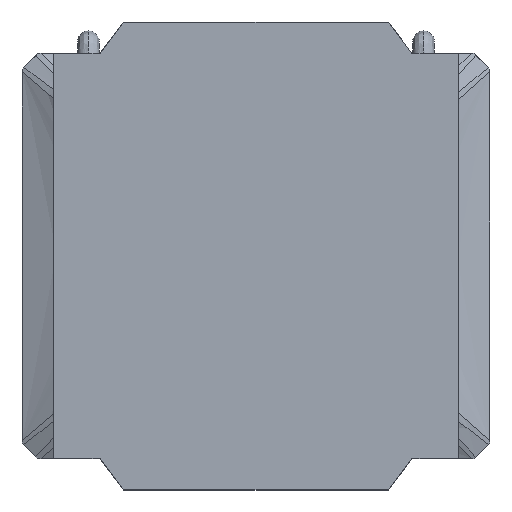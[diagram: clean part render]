
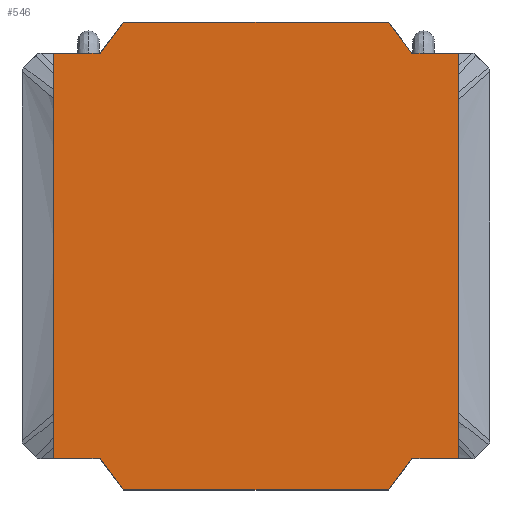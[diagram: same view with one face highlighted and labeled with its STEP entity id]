
A CAD part, top view. The second image highlights one B-rep face of the part: STEP entity #546.
In plain terms, the highlighted planar face has unit normal (0, 0, 1).
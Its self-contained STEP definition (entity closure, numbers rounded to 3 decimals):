
#546 = ADVANCED_FACE('',(#547),#645,.F.);
#547 = FACE_BOUND('',#548,.T.);
#548 = EDGE_LOOP('',(#549,#559,#567,#575,#583,#591,#599,#607,#615,#623,
    #631,#639));
#549 = ORIENTED_EDGE('',*,*,#550,.F.);
#550 = EDGE_CURVE('',#551,#553,#555,.T.);
#551 = VERTEX_POINT('',#552);
#552 = CARTESIAN_POINT('',(-1.04,1.04,1.08));
#553 = VERTEX_POINT('',#554);
#554 = CARTESIAN_POINT('',(-0.8,1.04,1.08));
#555 = LINE('',#556,#557);
#556 = CARTESIAN_POINT('',(0.,1.04,1.08));
#557 = VECTOR('',#558,1.);
#558 = DIRECTION('',(1.,0.,0.));
#559 = ORIENTED_EDGE('',*,*,#560,.F.);
#560 = EDGE_CURVE('',#561,#551,#563,.T.);
#561 = VERTEX_POINT('',#562);
#562 = CARTESIAN_POINT('',(-1.04,-1.04,1.08));
#563 = LINE('',#564,#565);
#564 = CARTESIAN_POINT('',(-1.04,0.,1.08));
#565 = VECTOR('',#566,1.);
#566 = DIRECTION('',(0.,1.,0.));
#567 = ORIENTED_EDGE('',*,*,#568,.F.);
#568 = EDGE_CURVE('',#569,#561,#571,.T.);
#569 = VERTEX_POINT('',#570);
#570 = CARTESIAN_POINT('',(-0.8,-1.04,1.08));
#571 = LINE('',#572,#573);
#572 = CARTESIAN_POINT('',(0.,-1.04,1.08));
#573 = VECTOR('',#574,1.);
#574 = DIRECTION('',(-1.,0.,0.));
#575 = ORIENTED_EDGE('',*,*,#576,.F.);
#576 = EDGE_CURVE('',#577,#569,#579,.T.);
#577 = VERTEX_POINT('',#578);
#578 = CARTESIAN_POINT('',(-0.68,-1.2,1.08));
#579 = LINE('',#580,#581);
#580 = CARTESIAN_POINT('',(-0.68,-1.2,1.08));
#581 = VECTOR('',#582,1.);
#582 = DIRECTION('',(-0.6,0.8,0.));
#583 = ORIENTED_EDGE('',*,*,#584,.F.);
#584 = EDGE_CURVE('',#585,#577,#587,.T.);
#585 = VERTEX_POINT('',#586);
#586 = CARTESIAN_POINT('',(0.68,-1.2,1.08));
#587 = LINE('',#588,#589);
#588 = CARTESIAN_POINT('',(0.,-1.2,1.08));
#589 = VECTOR('',#590,1.);
#590 = DIRECTION('',(-1.,0.,0.));
#591 = ORIENTED_EDGE('',*,*,#592,.F.);
#592 = EDGE_CURVE('',#593,#585,#595,.T.);
#593 = VERTEX_POINT('',#594);
#594 = CARTESIAN_POINT('',(0.8,-1.04,1.08));
#595 = LINE('',#596,#597);
#596 = CARTESIAN_POINT('',(0.8,-1.04,1.08));
#597 = VECTOR('',#598,1.);
#598 = DIRECTION('',(-0.6,-0.8,0.));
#599 = ORIENTED_EDGE('',*,*,#600,.F.);
#600 = EDGE_CURVE('',#601,#593,#603,.T.);
#601 = VERTEX_POINT('',#602);
#602 = CARTESIAN_POINT('',(1.04,-1.04,1.08));
#603 = LINE('',#604,#605);
#604 = CARTESIAN_POINT('',(0.,-1.04,1.08));
#605 = VECTOR('',#606,1.);
#606 = DIRECTION('',(-1.,0.,0.));
#607 = ORIENTED_EDGE('',*,*,#608,.F.);
#608 = EDGE_CURVE('',#609,#601,#611,.T.);
#609 = VERTEX_POINT('',#610);
#610 = CARTESIAN_POINT('',(1.04,1.04,1.08));
#611 = LINE('',#612,#613);
#612 = CARTESIAN_POINT('',(1.04,0.,1.08));
#613 = VECTOR('',#614,1.);
#614 = DIRECTION('',(0.,-1.,0.));
#615 = ORIENTED_EDGE('',*,*,#616,.F.);
#616 = EDGE_CURVE('',#617,#609,#619,.T.);
#617 = VERTEX_POINT('',#618);
#618 = CARTESIAN_POINT('',(0.8,1.04,1.08));
#619 = LINE('',#620,#621);
#620 = CARTESIAN_POINT('',(0.,1.04,1.08));
#621 = VECTOR('',#622,1.);
#622 = DIRECTION('',(1.,0.,0.));
#623 = ORIENTED_EDGE('',*,*,#624,.F.);
#624 = EDGE_CURVE('',#625,#617,#627,.T.);
#625 = VERTEX_POINT('',#626);
#626 = CARTESIAN_POINT('',(0.68,1.2,1.08));
#627 = LINE('',#628,#629);
#628 = CARTESIAN_POINT('',(0.68,1.2,1.08));
#629 = VECTOR('',#630,1.);
#630 = DIRECTION('',(0.6,-0.8,0.));
#631 = ORIENTED_EDGE('',*,*,#632,.F.);
#632 = EDGE_CURVE('',#633,#625,#635,.T.);
#633 = VERTEX_POINT('',#634);
#634 = CARTESIAN_POINT('',(-0.68,1.2,1.08));
#635 = LINE('',#636,#637);
#636 = CARTESIAN_POINT('',(0.,1.2,1.08));
#637 = VECTOR('',#638,1.);
#638 = DIRECTION('',(1.,0.,0.));
#639 = ORIENTED_EDGE('',*,*,#640,.F.);
#640 = EDGE_CURVE('',#553,#633,#641,.T.);
#641 = LINE('',#642,#643);
#642 = CARTESIAN_POINT('',(-0.8,1.04,1.08));
#643 = VECTOR('',#644,1.);
#644 = DIRECTION('',(0.6,0.8,0.));
#645 = PLANE('',#646);
#646 = AXIS2_PLACEMENT_3D('',#647,#648,#649);
#647 = CARTESIAN_POINT('',(0.,0.,1.08
    ));
#648 = DIRECTION('',(0.,0.,-1.));
#649 = DIRECTION('',(0.,1.,0.));
